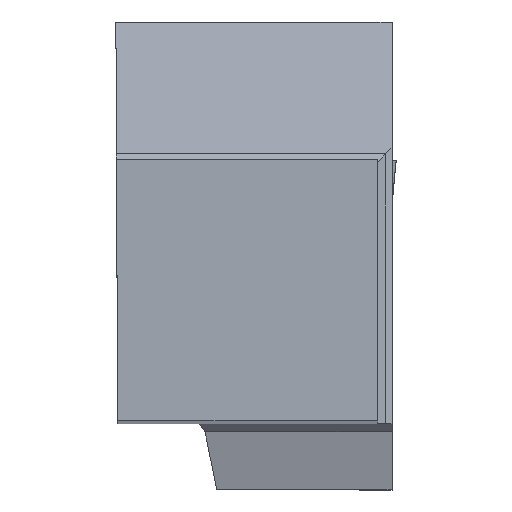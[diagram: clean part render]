
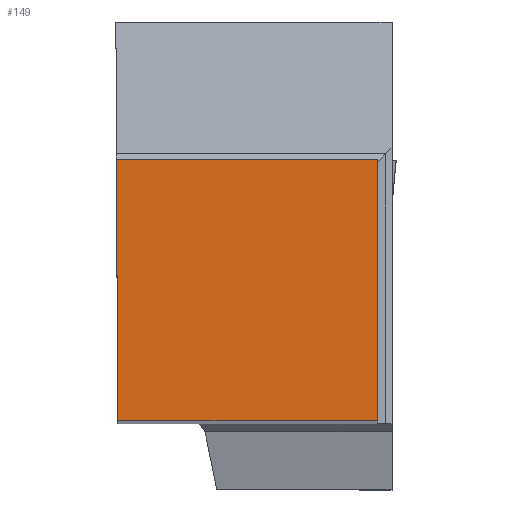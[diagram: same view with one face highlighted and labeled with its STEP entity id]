
A CAD part, top view. The second image highlights one B-rep face of the part: STEP entity #149.
In plain terms, the highlighted planar face has unit normal (0, 0, 1).
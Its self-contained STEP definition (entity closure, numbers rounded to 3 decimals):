
#149=ADVANCED_FACE('BLANK_BOXF006',(#252),#196,.F.);
#196=PLANE('',#1281);
#252=FACE_OUTER_BOUND('',#308,.T.);
#308=EDGE_LOOP('',(#555,#556,#557,#558));
#555=ORIENTED_EDGE('',*,*,#870,.T.);
#556=ORIENTED_EDGE('',*,*,#871,.T.);
#557=ORIENTED_EDGE('',*,*,#866,.T.);
#558=ORIENTED_EDGE('',*,*,#872,.T.);
#726=VERTEX_POINT('',#2031);
#727=VERTEX_POINT('',#2033);
#730=VERTEX_POINT('',#2041);
#731=VERTEX_POINT('',#2042);
#866=EDGE_CURVE('',#727,#726,#996,.T.);
#870=EDGE_CURVE('',#730,#731,#1000,.T.);
#871=EDGE_CURVE('',#731,#727,#1001,.T.);
#872=EDGE_CURVE('',#726,#730,#1002,.T.);
#996=LINE('',#2032,#1130);
#1000=LINE('',#2040,#1134);
#1001=LINE('',#2043,#1135);
#1002=LINE('',#2044,#1136);
#1130=VECTOR('',#1506,1.);
#1134=VECTOR('',#1512,1.);
#1135=VECTOR('',#1513,1.);
#1136=VECTOR('',#1514,1.);
#1281=AXIS2_PLACEMENT_3D('',#2045,#1515,#1516);
#1506=DIRECTION('',(0.004,-1.,0.));
#1512=DIRECTION('',(0.,1.,0.));
#1513=DIRECTION('',(-1.,0.,0.));
#1514=DIRECTION('',(1.,0.,0.));
#1515=DIRECTION('',(0.,0.,-1.));
#1516=DIRECTION('',(0.,-1.,0.));
#2031=CARTESIAN_POINT('',(0.069,0.,0.));
#2032=CARTESIAN_POINT('',(-0.479,125.549,0.));
#2033=CARTESIAN_POINT('',(0.,15.875,0.));
#2040=CARTESIAN_POINT('',(15.875,-125.55,0.));
#2041=CARTESIAN_POINT('',(15.875,0.,0.));
#2042=CARTESIAN_POINT('',(15.875,15.875,0.));
#2043=CARTESIAN_POINT('',(125.55,15.875,0.));
#2044=CARTESIAN_POINT('',(-125.55,0.,0.));
#2045=CARTESIAN_POINT('',(16.75,-4.,0.));
